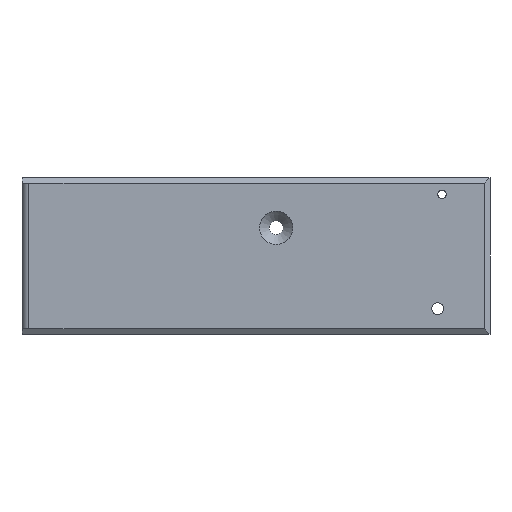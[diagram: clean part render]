
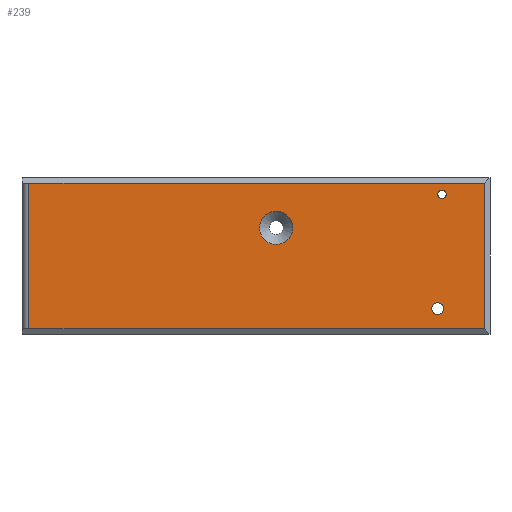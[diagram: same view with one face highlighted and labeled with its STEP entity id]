
A CAD part, top view. The second image highlights one B-rep face of the part: STEP entity #239.
In plain terms, the highlighted planar face has unit normal (0, 0, 1).
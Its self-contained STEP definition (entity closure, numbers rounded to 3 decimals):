
#16=FACE_BOUND('',#53,.T.);
#17=FACE_BOUND('',#54,.T.);
#18=FACE_BOUND('',#55,.T.);
#29=PLANE('',#270);
#39=FACE_OUTER_BOUND('',#52,.T.);
#52=EDGE_LOOP('',(#202,#203,#204,#205));
#53=EDGE_LOOP('',(#206));
#54=EDGE_LOOP('',(#207));
#55=EDGE_LOOP('',(#208));
#65=CIRCLE('',#271,2.4);
#66=CIRCLE('',#272,0.6);
#67=CIRCLE('',#273,0.85);
#72=LINE('',#362,#93);
#79=LINE('',#378,#100);
#83=LINE('',#385,#104);
#86=LINE('',#391,#107);
#93=VECTOR('',#292,10.);
#100=VECTOR('',#307,10.);
#104=VECTOR('',#313,10.);
#107=VECTOR('',#320,10.);
#119=VERTEX_POINT('',#359);
#120=VERTEX_POINT('',#361);
#125=VERTEX_POINT('',#377);
#127=VERTEX_POINT('',#383);
#129=VERTEX_POINT('',#396);
#130=VERTEX_POINT('',#398);
#131=VERTEX_POINT('',#400);
#139=EDGE_CURVE('',#119,#120,#72,.T.);
#147=EDGE_CURVE('',#125,#120,#79,.T.);
#151=EDGE_CURVE('',#119,#127,#83,.T.);
#154=EDGE_CURVE('',#127,#125,#86,.T.);
#157=EDGE_CURVE('',#129,#129,#65,.T.);
#158=EDGE_CURVE('',#130,#130,#66,.T.);
#159=EDGE_CURVE('',#131,#131,#67,.T.);
#202=ORIENTED_EDGE('',*,*,#139,.F.);
#203=ORIENTED_EDGE('',*,*,#151,.T.);
#204=ORIENTED_EDGE('',*,*,#154,.T.);
#205=ORIENTED_EDGE('',*,*,#147,.T.);
#206=ORIENTED_EDGE('',*,*,#157,.T.);
#207=ORIENTED_EDGE('',*,*,#158,.T.);
#208=ORIENTED_EDGE('',*,*,#159,.T.);
#239=ADVANCED_FACE('',(#39,#16,#17,#18),#29,.T.);
#270=AXIS2_PLACEMENT_3D('',#395,#325,#326);
#271=AXIS2_PLACEMENT_3D('',#397,#327,#328);
#272=AXIS2_PLACEMENT_3D('',#399,#329,#330);
#273=AXIS2_PLACEMENT_3D('',#401,#331,#332);
#292=DIRECTION('',(0.,1.,0.));
#307=DIRECTION('',(-1.,0.,0.));
#313=DIRECTION('',(1.,0.,0.));
#320=DIRECTION('',(0.,1.,0.));
#325=DIRECTION('center_axis',(0.,0.,1.));
#326=DIRECTION('ref_axis',(1.,0.,0.));
#327=DIRECTION('center_axis',(0.,0.,-1.));
#328=DIRECTION('ref_axis',(1.,0.,0.));
#329=DIRECTION('center_axis',(0.,0.,-1.));
#330=DIRECTION('ref_axis',(1.,0.,0.));
#331=DIRECTION('center_axis',(0.,0.,-1.));
#332=DIRECTION('ref_axis',(1.,0.,0.));
#359=CARTESIAN_POINT('',(-0.8,-0.1,1.4));
#361=CARTESIAN_POINT('',(-0.8,20.8,1.4));
#362=CARTESIAN_POINT('',(-0.8,15.975,1.4));
#377=CARTESIAN_POINT('',(64.6,20.8,1.4));
#378=CARTESIAN_POINT('',(15.225,20.8,1.4));
#383=CARTESIAN_POINT('',(64.6,-0.1,1.4));
#385=CARTESIAN_POINT('',(48.425,-0.1,1.4));
#391=CARTESIAN_POINT('',(64.6,15.575,1.4));
#395=CARTESIAN_POINT('Origin',(32.25,10.35,1.4));
#396=CARTESIAN_POINT('',(32.3,14.4,1.4));
#397=CARTESIAN_POINT('Origin',(34.7,14.4,1.4));
#398=CARTESIAN_POINT('',(57.9,19.2,1.4));
#399=CARTESIAN_POINT('Origin',(58.5,19.2,1.4));
#400=CARTESIAN_POINT('',(57.05,2.8,1.4));
#401=CARTESIAN_POINT('Origin',(57.9,2.8,1.4));
